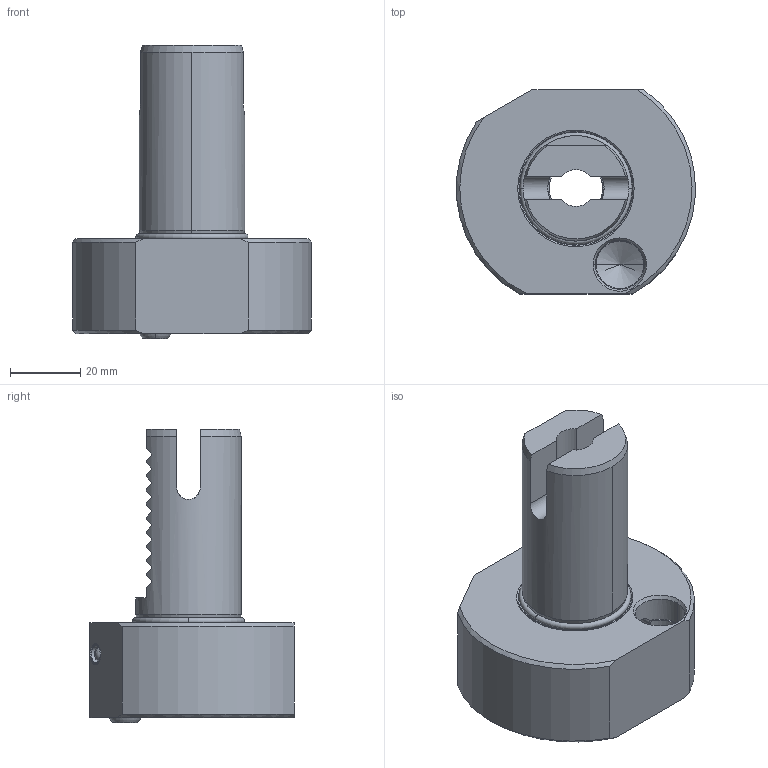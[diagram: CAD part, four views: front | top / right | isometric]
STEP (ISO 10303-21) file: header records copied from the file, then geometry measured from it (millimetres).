
FILE_DESCRIPTION((''),'2;1');
FILE_NAME('309_07_02','2020-09-29T',('101107'),(''),'CREO PARAMETRIC BY PTC INC, 2016260','CREO PARAMETRIC BY PTC INC, 2016260','');
FILE_SCHEMA(('CONFIG_CONTROL_DESIGN'));
Length unit declared in the file: millimetre
Products named in the file (1): 309_07_02
Bounding box: 67.84 x 58 x 83.5 mm (x, y, z)
Volume: 103296.7 mm3; surface area: 24420.9 mm2
Topology: 1 solids, 5 shells, 227 faces, 570 edges, 349 vertices
Faces by surface type: cone 86, plane 71, cylinder 54, torus 10, sphere 6
Entity records: 7299 total; most frequent: CARTESIAN_POINT 1927, ORIENTED_EDGE 1120, DIRECTION 1112, EDGE_CURVE 560, AXIS2_PLACEMENT_3D 439, VERTEX_POINT 349, EDGE_LOOP 245, VECTOR 234
